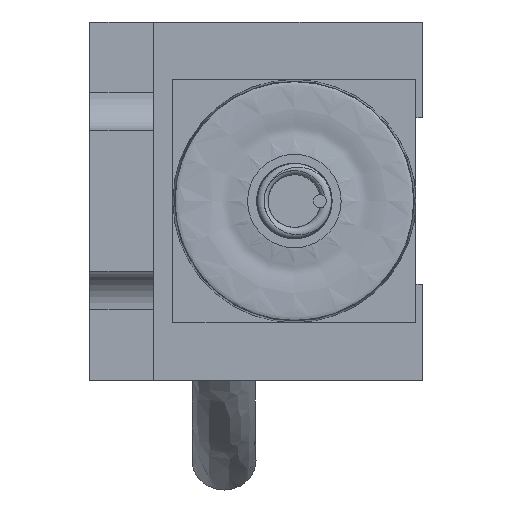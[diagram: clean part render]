
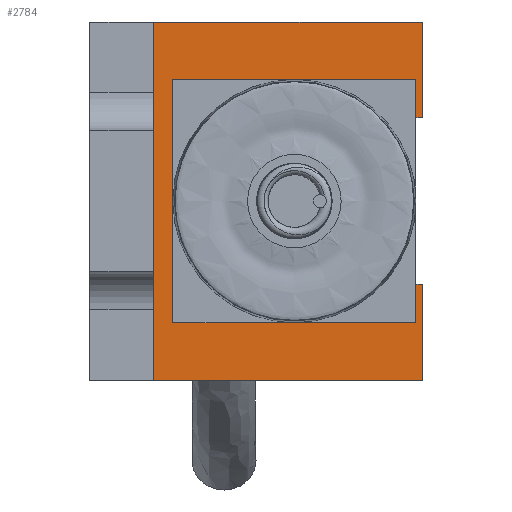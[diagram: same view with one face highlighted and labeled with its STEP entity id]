
A CAD part, left-side view. The second image highlights one B-rep face of the part: STEP entity #2784.
In plain terms, the highlighted planar face has unit normal (-1, 0, 0).
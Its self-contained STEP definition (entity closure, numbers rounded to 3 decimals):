
#372=FACE_OUTER_BOUND('',#537,.T.);
#537=EDGE_LOOP('',(#1938,#1939,#1940,#1941,#1942,#1943,#1944,#1945));
#708=LINE('',#3913,#924);
#713=LINE('',#3923,#929);
#721=LINE('',#3940,#937);
#723=LINE('',#3945,#939);
#731=LINE('',#3962,#947);
#733=LINE('',#3968,#949);
#737=LINE('',#3983,#953);
#738=LINE('',#3984,#954);
#924=VECTOR('',#3229,10.);
#929=VECTOR('',#3236,10.);
#937=VECTOR('',#3254,10.);
#939=VECTOR('',#3258,10.);
#947=VECTOR('',#3270,10.);
#949=VECTOR('',#3276,10.);
#953=VECTOR('',#3292,10.);
#954=VECTOR('',#3293,10.);
#1140=VERTEX_POINT('',#3910);
#1141=VERTEX_POINT('',#3912);
#1143=VERTEX_POINT('',#3917);
#1145=VERTEX_POINT('',#3921);
#1150=VERTEX_POINT('',#3942);
#1151=VERTEX_POINT('',#3944);
#1160=VERTEX_POINT('',#3966);
#1165=VERTEX_POINT('',#3982);
#1431=EDGE_CURVE('',#1141,#1140,#708,.T.);
#1436=EDGE_CURVE('',#1143,#1145,#713,.T.);
#1446=EDGE_CURVE('',#1145,#1141,#721,.T.);
#1448=EDGE_CURVE('',#1150,#1151,#723,.T.);
#1457=EDGE_CURVE('',#1143,#1150,#731,.T.);
#1460=EDGE_CURVE('',#1160,#1140,#733,.T.);
#1467=EDGE_CURVE('',#1160,#1165,#737,.T.);
#1468=EDGE_CURVE('',#1151,#1165,#738,.T.);
#1938=ORIENTED_EDGE('',*,*,#1436,.T.);
#1939=ORIENTED_EDGE('',*,*,#1446,.T.);
#1940=ORIENTED_EDGE('',*,*,#1431,.T.);
#1941=ORIENTED_EDGE('',*,*,#1460,.F.);
#1942=ORIENTED_EDGE('',*,*,#1467,.T.);
#1943=ORIENTED_EDGE('',*,*,#1468,.F.);
#1944=ORIENTED_EDGE('',*,*,#1448,.F.);
#1945=ORIENTED_EDGE('',*,*,#1457,.F.);
#2719=PLANE('',#2977);
#2784=ADVANCED_FACE('',(#372),#2719,.T.);
#2977=AXIS2_PLACEMENT_3D('',#3981,#3290,#3291);
#3229=DIRECTION('',(0.,-1.,0.));
#3236=DIRECTION('',(0.,1.,0.));
#3254=DIRECTION('',(0.,0.,1.));
#3258=DIRECTION('',(0.,1.,0.));
#3270=DIRECTION('',(0.,0.,-1.));
#3276=DIRECTION('',(0.,0.,-1.));
#3290=DIRECTION('center_axis',(-1.,0.,0.));
#3291=DIRECTION('ref_axis',(0.,0.,1.));
#3292=DIRECTION('',(0.,1.,0.));
#3293=DIRECTION('',(0.,0.,1.));
#3910=CARTESIAN_POINT('',(-64.,0.,6.5));
#3912=CARTESIAN_POINT('',(-64.,0.5,6.5));
#3913=CARTESIAN_POINT('',(-64.,0.,6.5));
#3917=CARTESIAN_POINT('',(-64.,0.,-6.5));
#3921=CARTESIAN_POINT('',(-64.,0.5,-6.5));
#3923=CARTESIAN_POINT('',(-64.,0.,-6.5));
#3940=CARTESIAN_POINT('',(-64.,0.5,-7.));
#3942=CARTESIAN_POINT('',(-64.,0.,-14.));
#3944=CARTESIAN_POINT('',(-64.,21.,-14.));
#3945=CARTESIAN_POINT('',(-64.,0.,-14.));
#3962=CARTESIAN_POINT('',(-64.,0.,14.));
#3966=CARTESIAN_POINT('',(-64.,0.,14.));
#3968=CARTESIAN_POINT('',(-64.,0.,14.));
#3981=CARTESIAN_POINT('Origin',(-64.,0.,-14.));
#3982=CARTESIAN_POINT('',(-64.,21.,14.));
#3983=CARTESIAN_POINT('',(-64.,0.,14.));
#3984=CARTESIAN_POINT('',(-64.,21.,14.));
